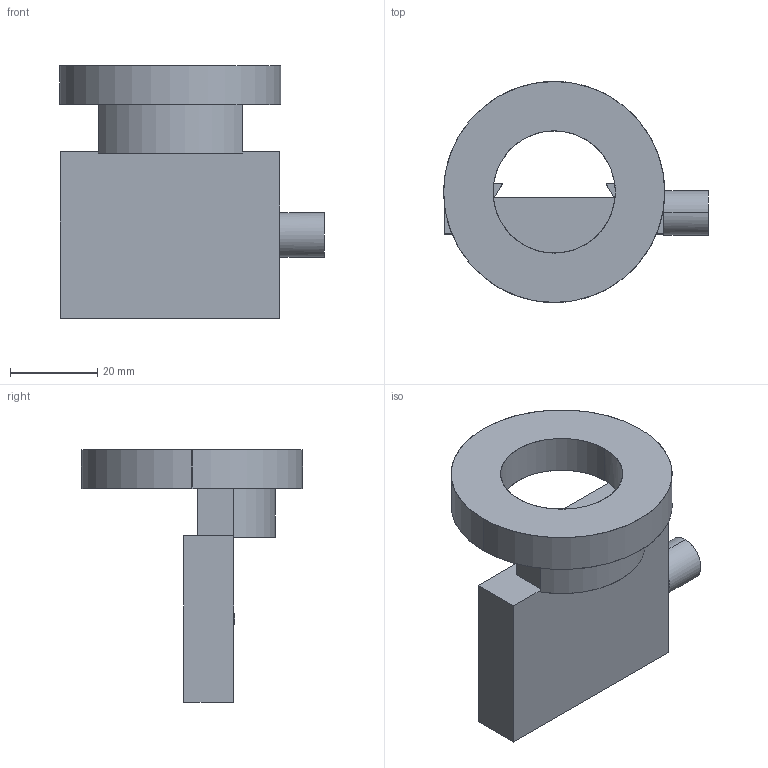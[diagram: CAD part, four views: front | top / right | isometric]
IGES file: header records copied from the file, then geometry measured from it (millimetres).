
Start section: SolidWorks IGES file using analytic representation for surfaces
Global section: file name: 567-A.IGS; native system: SolidWorks 2013; preprocessor: SolidWorks 2013; author: igipson; date: 130816.110525; units: inch
Bounding box: 60.52 x 50.55 x 57.78 mm (x, y, z)
Surface area: 12387.1 mm2 (no closed solid volume)
Topology: 0 solids, 0 shells, 28 faces, 468 edges, 468 vertices
Faces by surface type: bspline 21, revolution 7
